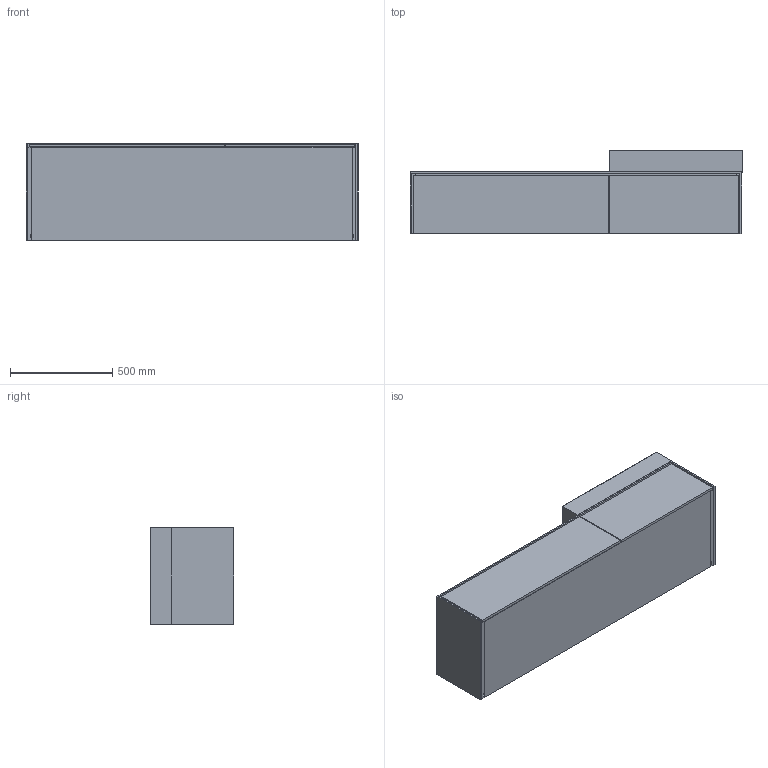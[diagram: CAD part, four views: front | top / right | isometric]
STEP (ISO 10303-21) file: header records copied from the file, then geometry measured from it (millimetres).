
FILE_DESCRIPTION (( 'STEP AP214' ), '1' );
FILE_NAME ('SCA3-1625R.STEP', '2020-06-26T08:59:20', ( 'User' ), ( '' ), 'SwSTEP 2.0', 'SolidWorks 2019', '' );
FILE_SCHEMA (( 'AUTOMOTIVE_DESIGN' ));
Length unit declared in the file: millimetre
Products named in the file (2): SCA3-1625R
Bounding box: 1623 x 406 x 470 mm (x, y, z)
Volume: 73851946.9 mm3; surface area: 10251621.5 mm2
Topology: 20 solids, 20 shells, 354 faces, 864 edges, 552 vertices
Faces by surface type: plane 217, cylinder 71, bspline 48, torus 16, cone 2
Entity records: 16047 total; most frequent: CARTESIAN_POINT 8014, ORIENTED_EDGE 1720, DIRECTION 1403, EDGE_CURVE 860, VERTEX_POINT 552, VECTOR 531, LINE 531, AXIS2_PLACEMENT_3D 436
